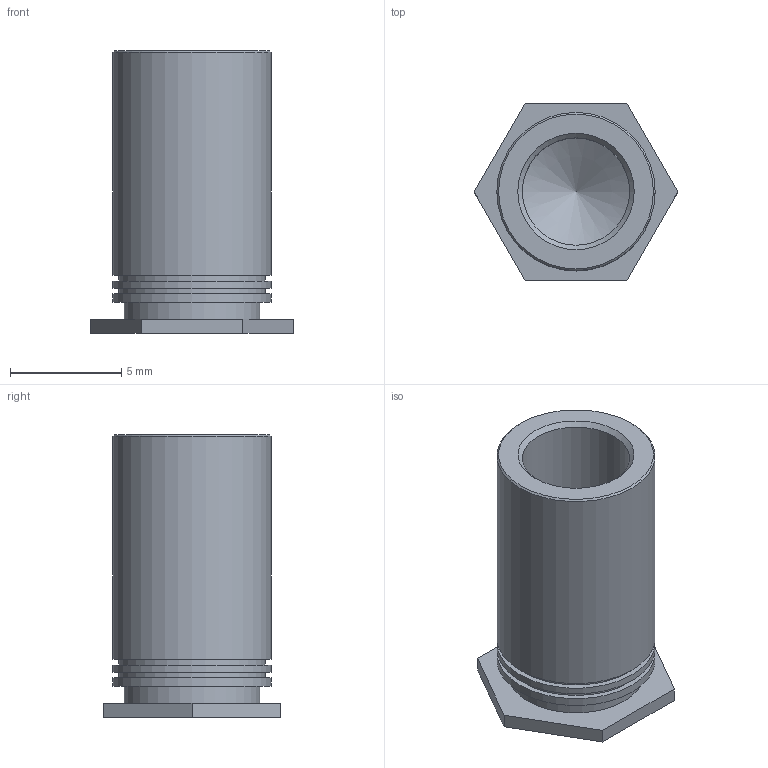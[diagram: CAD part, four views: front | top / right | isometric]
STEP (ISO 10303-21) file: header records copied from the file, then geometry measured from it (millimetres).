
FILE_DESCRIPTION((''),'2;1');
FILE_NAME('BSO-032-16-ZI.stp','2012-07-02T08:06:24',('stlaus'),(''),'Autodesk Inventor 2011','Autodesk Inventor 2011','');
FILE_SCHEMA(('AUTOMOTIVE_DESIGN { 1 0 10303 214 1 1 1 1 }'));
Length unit declared in the file: inch
Products named in the file (2): Assembly1; BSO-032-16 PEM BLIND STANDOFF
Assembly tree (1 placements, depth 2):
  Assembly1
    BSO-032-16 PEM BLIND STANDOFF
Bounding box: 9.15 x 7.92 x 12.7 mm (x, y, z)
Volume: 331.2 mm3; surface area: 570.6 mm2
Topology: 1 solids, 1 shells, 24 faces, 46 edges, 30 vertices
Faces by surface type: plane 14, cylinder 7, cone 3
Full cylindrical faces by diameter (mm): 4.826 x1, 6.096 x1, 6.604 x2, 7.112 x3
Entity records: 598 total; most frequent: DIRECTION 104, CARTESIAN_POINT 89, ORIENTED_EDGE 68, AXIS2_PLACEMENT_3D 43, EDGE_LOOP 40, EDGE_CURVE 34, VERTEX_POINT 28, FACE_OUTER_BOUND 24
